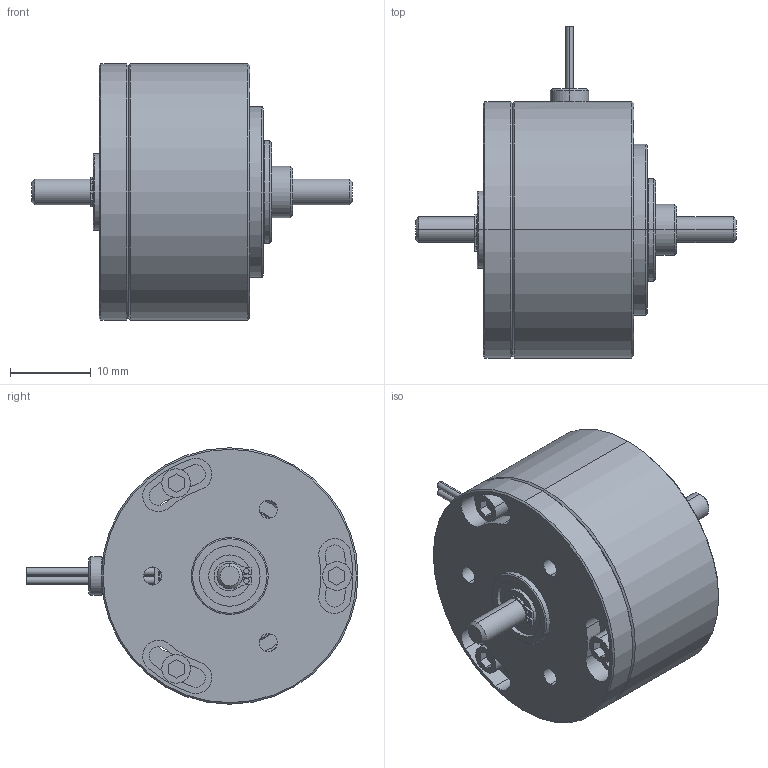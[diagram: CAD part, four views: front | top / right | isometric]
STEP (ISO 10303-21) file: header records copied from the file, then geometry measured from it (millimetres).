
FILE_DESCRIPTION (( 'STEP AP203' ), '1' );
FILE_NAME ('HB-2.5_B_EF.STEP', '2013-03-12T20:29:47', ( 'Jeff' ), ( '' ), 'SwSTEP 2.0', 'SolidWorks 2013', '' );
FILE_SCHEMA (( 'CONFIG_CONTROL_DESIGN' ));
Length unit declared in the file: inch
Products named in the file (1): HB-2.5_B_EF
Bounding box: 39.73 x 41.1 x 31.75 mm (x, y, z)
Surface area: 5301.2 mm2 (no closed solid volume)
Topology: 0 solids, 15 shells, 175 faces, 449 edges, 298 vertices
Faces by surface type: cylinder 89, plane 48, cone 32, torus 6
Entity records: 5492 total; most frequent: DIRECTION 1048, CARTESIAN_POINT 977, ORIENTED_EDGE 791, EDGE_CURVE 449, AXIS2_PLACEMENT_3D 425, VERTEX_POINT 298, CIRCLE 249, EDGE_LOOP 205
